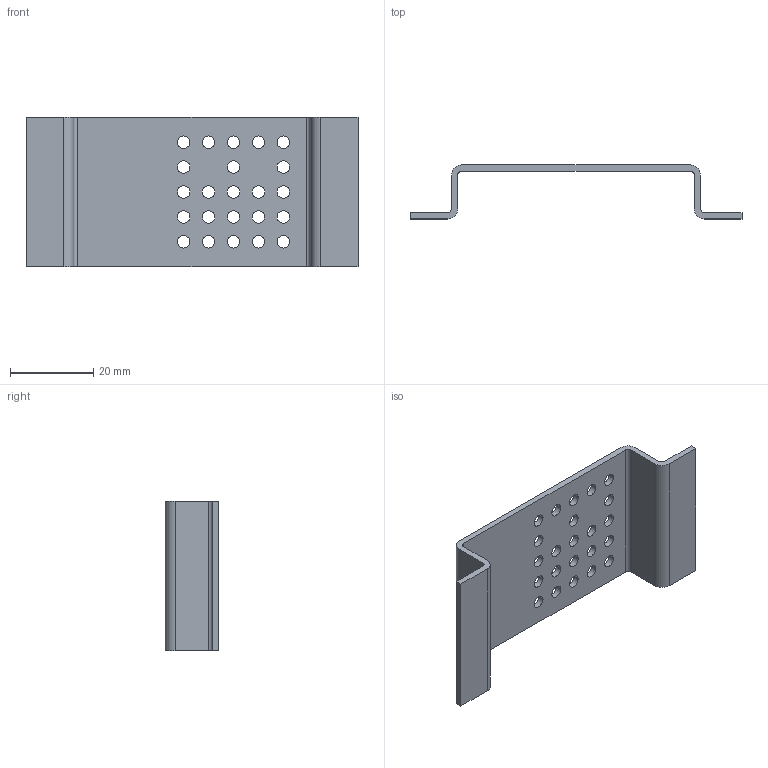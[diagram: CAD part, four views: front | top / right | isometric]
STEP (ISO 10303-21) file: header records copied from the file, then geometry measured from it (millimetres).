
FILE_DESCRIPTION((''),'2;1');
FILE_NAME('DG-04C653_CODEBLECH-5X5','2008-10-20T',('BHeimprecht'),(''),'PRO/ENGINEER BY PARAMETRIC TECHNOLOGY CORPORATION, 2007250','PRO/ENGINEER BY PARAMETRIC TECHNOLOGY CORPORATION, 2007250','');
FILE_SCHEMA(('CONFIG_CONTROL_DESIGN'));
Length unit declared in the file: millimetre
Products named in the file (1): DG-04C653_CODEBLECH-5X5
Bounding box: 80 x 13 x 36 mm (x, y, z)
Volume: 5147.2 mm3; surface area: 7632.3 mm2
Topology: 1 solids, 1 shells, 192 faces, 549 edges, 366 vertices
Faces by surface type: plane 138, cylinder 54
Entity records: 6403 total; most frequent: CARTESIAN_POINT 1107, ORIENTED_EDGE 1098, DIRECTION 1041, EDGE_CURVE 549, VECTOR 441, LINE 441, VERTEX_POINT 366, AXIS2_PLACEMENT_3D 300
